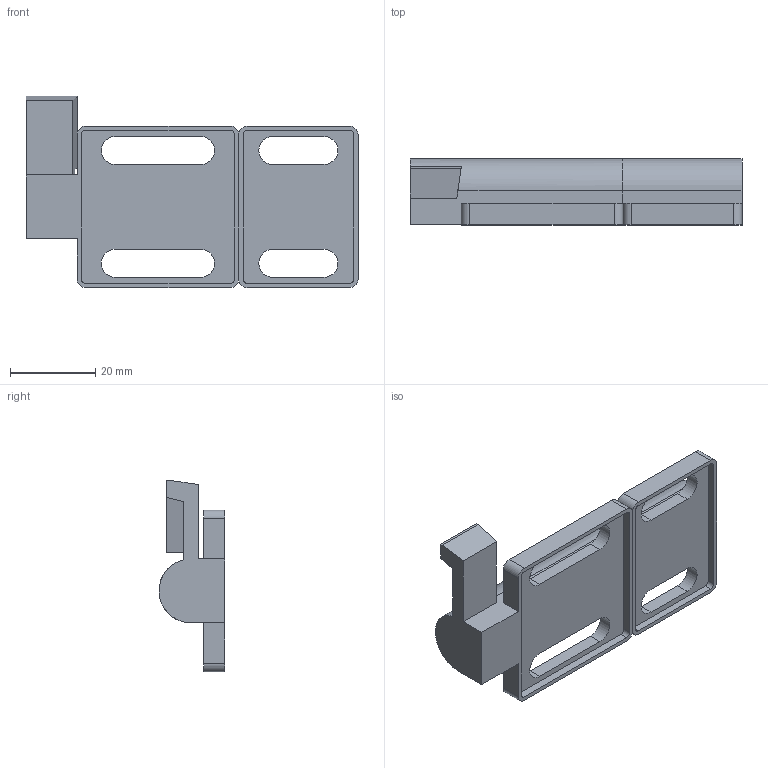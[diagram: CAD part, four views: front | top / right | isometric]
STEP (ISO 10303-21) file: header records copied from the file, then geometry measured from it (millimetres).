
FILE_DESCRIPTION((''),'2;1');
FILE_NAME('12084_ZAPIRALO_U8-U10_KPL_ASM','2022-09-19T07:52:01',('PredragRovcanin'),('Audax d.o.o.'),'CREO PARAMETRIC BY PTC INC, 2020281','CREO PARAMETRIC BY PTC INC, 2020281','');
FILE_SCHEMA(('AP242_MANAGED_MODEL_BASED_3D_ENGINEERING_MIM_LF { 1 0 10303 442 1 1 4 }'));
Length unit declared in the file: millimetre
Products named in the file (3): 12084_ZAPIRALO_U8-U10_A; 12084_ZAPIRALO_U8-U10_B; 12084_ZAPIRALO_U8-U10_KPL_ASM
Assembly tree (2 placements, depth 2):
  12084_ZAPIRALO_U8-U10_KPL_ASM
    12084_ZAPIRALO_U8-U10_A
    12084_ZAPIRALO_U8-U10_B
Bounding box: 78 x 15.5 x 45 mm (x, y, z)
Volume: 18516.2 mm3; surface area: 10228.1 mm2
Topology: 2 solids, 2 shells, 80 faces, 228 edges, 169 vertices
Faces by surface type: plane 50, cylinder 30
Entity records: 3926 total; most frequent: CARTESIAN_POINT 471, DIRECTION 469, ORIENTED_EDGE 430, COLOUR_RGB 323, PRESENTATION_STYLE_ASSIGNMENT 232, STYLED_ITEM 232, CURVE_STYLE 230, EDGE_CURVE 215
